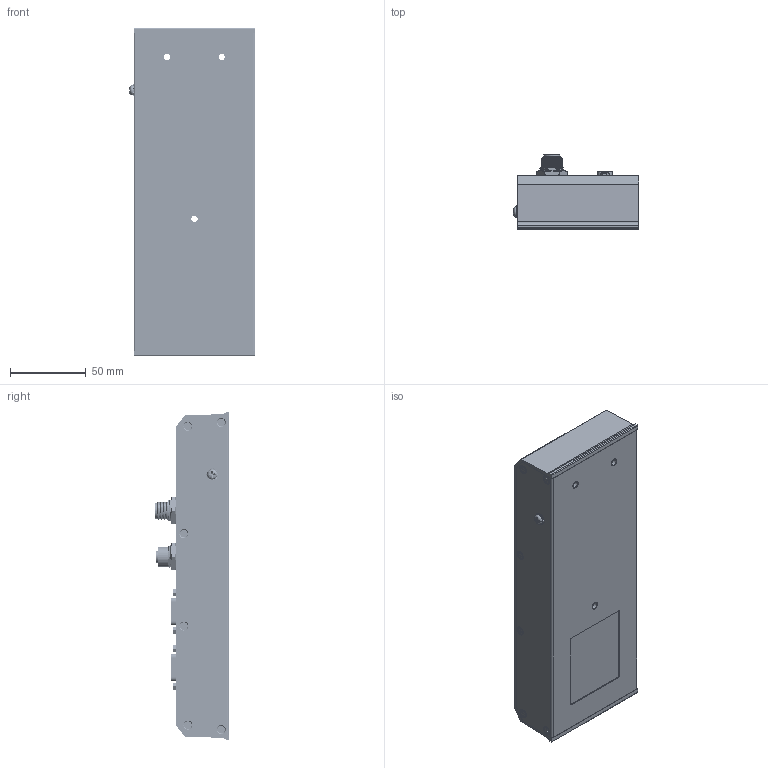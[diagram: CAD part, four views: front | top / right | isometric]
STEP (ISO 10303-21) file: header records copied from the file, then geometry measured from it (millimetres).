
FILE_DESCRIPTION((''),'2;1');
FILE_NAME('3D_NPORT-5450AI-M12_ASM','2024-07-10T10:59:12',('MindyMC_Chen'),('PTC'),'CREO PARAMETRIC BY PTC INC, 2023294','CREO PARAMETRIC BY PTC INC, 2023294','');
FILE_SCHEMA(('AUTOMOTIVE_DESIGN { 1 0 10303 214 1 1 1 1 }'));
Products named in the file (1): 3D_NPORT-5450AI-M12_ASM
Bounding box: 83.2 x 48.7 x 216.6 mm (x, y, z)
Volume: 174055.7 mm3; surface area: 186071.9 mm2
Topology: 4 solids, 108 shells, 4196 faces, 10587 edges, 6839 vertices
Faces by surface type: plane 2450, cylinder 1199, cone 271, bspline 207, sphere 35, torus 31, revolution 2, extrusion 1
Entity records: 151938 total; most frequent: CARTESIAN_POINT 47026, ORIENTED_EDGE 20928, DIRECTION 19463, EDGE_CURVE 10514, VECTOR 7110, LINE 7109, VERTEX_POINT 6839, AXIS2_PLACEMENT_3D 6174
